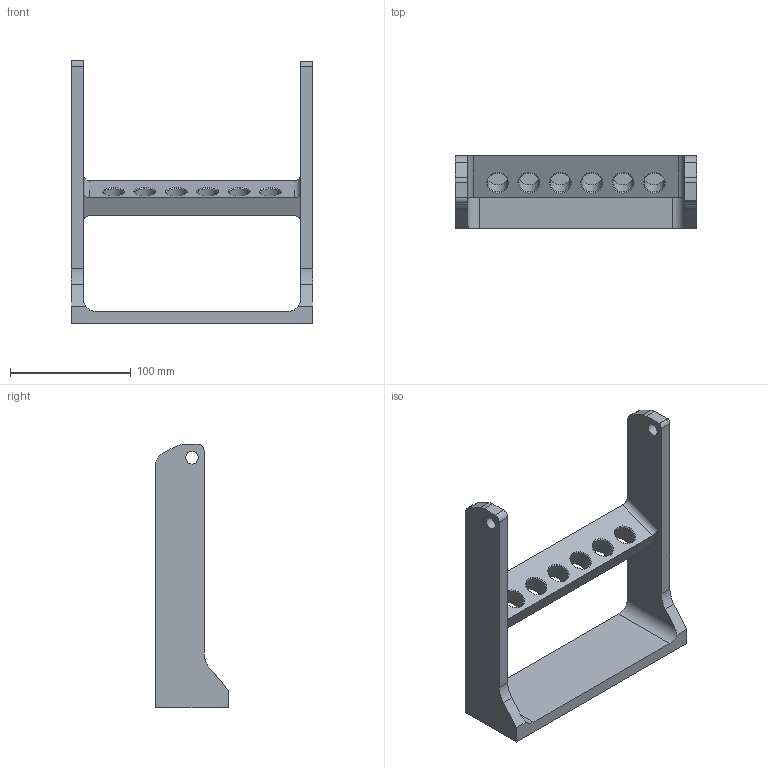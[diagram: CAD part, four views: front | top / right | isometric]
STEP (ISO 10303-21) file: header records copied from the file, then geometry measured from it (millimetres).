
FILE_DESCRIPTION(/* description */ (''),/* implementation_level */ '2;1');
FILE_NAME(/* name */ 'SRT_Base.step',/* time_stamp */ '2023-10-29T22:06:20-03:00',/* author */ (''),/* organization */ (''),/* preprocessor_version */ 'ST-DEVELOPER v20',/* originating_system */ 'Autodesk Translation Framework v12.14.0.127',/* authorisation */ '');
FILE_SCHEMA (('AUTOMOTIVE_DESIGN { 1 0 10303 214 3 1 1 }'));
Length unit declared in the file: millimetre
Products named in the file (2): Piezas mecanismo 4; Base Completa
Assembly tree (1 placements, depth 2):
  Piezas mecanismo 4
    Base Completa
Bounding box: 200 x 60 x 218 mm (x, y, z)
Volume: 368010.2 mm3; surface area: 90124 mm2
Topology: 1 solids, 1 shells, 48 faces, 135 edges, 88 vertices
Faces by surface type: cylinder 23, plane 19, cone 6
Full cylindrical faces by diameter (mm): 10.4 x2, 16.9 x6
Entity records: 1654 total; most frequent: DIRECTION 291, CARTESIAN_POINT 274, ORIENTED_EDGE 270, EDGE_CURVE 135, AXIS2_PLACEMENT_3D 105, VERTEX_POINT 88, LINE 81, VECTOR 81
